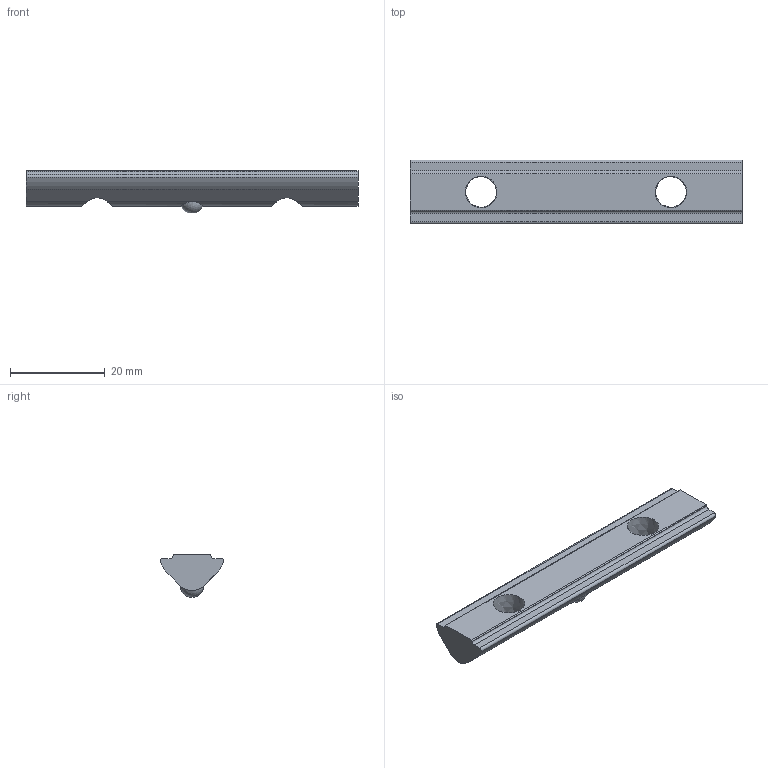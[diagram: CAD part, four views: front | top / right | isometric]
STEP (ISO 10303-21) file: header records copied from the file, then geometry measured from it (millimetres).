
FILE_DESCRIPTION((''),'2;1');
FILE_NAME('SV2202V.stp','2009-11-25T09:50:23',(''),(''),'Mechanical Desktop 2007','Mechanical Desktop 2007',', , ');
FILE_SCHEMA(('CONFIG_CONTROL_DESIGN'));
Length unit declared in the file: millimetre
Products named in the file (2): SV2202VA; SV2202V
Assembly tree (1 placements, depth 2):
  SV2202VA
    SV2202V
Bounding box: 70 x 13.47 x 9.05 mm (x, y, z)
Volume: 4253.6 mm3; surface area: 2920.8 mm2
Topology: 3 solids, 3 shells, 32 faces, 85 edges, 54 vertices
Faces by surface type: plane 11, cylinder 11, bspline 6, cone 2, sphere 2
Entity records: 2711 total; most frequent: CARTESIAN_POINT 1853, DIRECTION 158, ORIENTED_EDGE 150, EDGE_CURVE 75, AXIS2_PLACEMENT_3D 61, VERTEX_POINT 52, EDGE_LOOP 39, VECTOR 36
